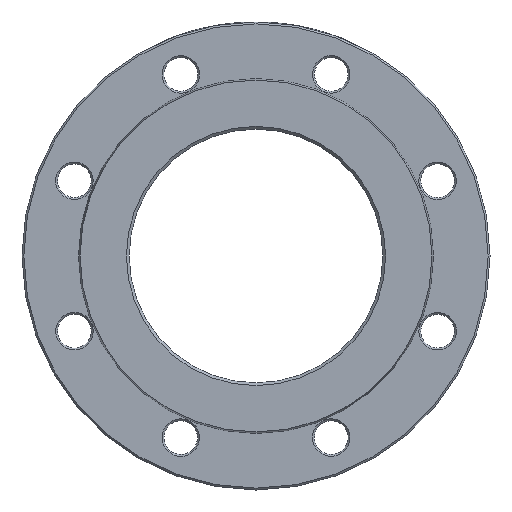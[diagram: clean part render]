
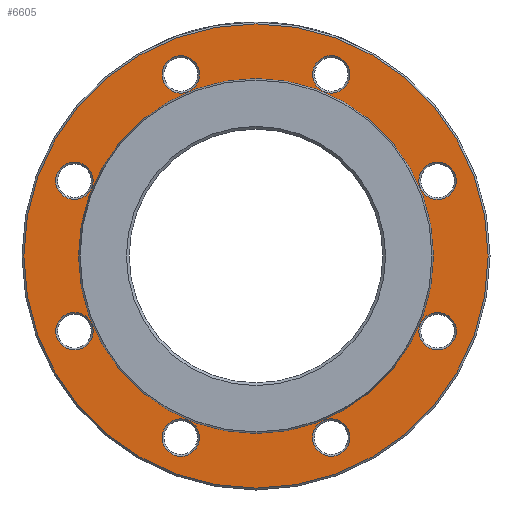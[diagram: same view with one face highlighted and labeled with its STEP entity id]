
A CAD part, left-side view. The second image highlights one B-rep face of the part: STEP entity #6605.
In plain terms, the highlighted planar face has unit normal (-1, 0, 0).
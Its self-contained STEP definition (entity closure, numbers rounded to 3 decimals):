
#7 = CARTESIAN_POINT ( 'NONE',  ( 3., -97.007, -40.182 ) ) ;
#207 = DIRECTION ( 'NONE',  ( 1., 0., 0. ) ) ;
#245 = EDGE_CURVE ( 'NONE', #1540, #1540, #2783, .T. ) ;
#289 = CARTESIAN_POINT ( 'NONE',  ( 3., 40.182, -97.007 ) ) ;
#318 = CIRCLE ( 'NONE', #2691, 10. ) ;
#391 = DIRECTION ( 'NONE',  ( 0., 0., -1. ) ) ;
#445 = CARTESIAN_POINT ( 'NONE',  ( 3., 0., 94.804 ) ) ;
#484 = CARTESIAN_POINT ( 'NONE',  ( 3., -40.182, 97.007 ) ) ;
#589 = EDGE_CURVE ( 'NONE', #6263, #6263, #4547, .T. ) ;
#631 = DIRECTION ( 'NONE',  ( 0., 0., 1. ) ) ;
#752 = EDGE_CURVE ( 'NONE', #1500, #1500, #4163, .T. ) ;
#810 = DIRECTION ( 'NONE',  ( 1., 0., 0. ) ) ;
#833 = DIRECTION ( 'NONE',  ( 1., 0., 0. ) ) ;
#834 = AXIS2_PLACEMENT_3D ( 'NONE', #484, #7709, #4175 ) ;
#872 = CARTESIAN_POINT ( 'NONE',  ( 3., 47.253, 89.936 ) ) ;
#917 = EDGE_LOOP ( 'NONE', ( #2169 ) ) ;
#964 = CIRCLE ( 'NONE', #7489, 10. ) ;
#1024 = DIRECTION ( 'NONE',  ( 1., 0., 0. ) ) ;
#1105 = VERTEX_POINT ( 'NONE', #3465 ) ;
#1142 = EDGE_LOOP ( 'NONE', ( #4906 ) ) ;
#1152 = AXIS2_PLACEMENT_3D ( 'NONE', #2334, #7138, #6588 ) ;
#1193 = CIRCLE ( 'NONE', #2568, 10. ) ;
#1414 = EDGE_LOOP ( 'NONE', ( #3053 ) ) ;
#1438 = FACE_BOUND ( 'NONE', #4209, .T. ) ;
#1500 = VERTEX_POINT ( 'NONE', #2675 ) ;
#1540 = VERTEX_POINT ( 'NONE', #5038 ) ;
#1668 = DIRECTION ( 'NONE',  ( -1., 0., 0. ) ) ;
#1686 = VERTEX_POINT ( 'NONE', #445 ) ;
#1755 = AXIS2_PLACEMENT_3D ( 'NONE', #2587, #2626, #3888 ) ;
#1762 = EDGE_CURVE ( 'NONE', #2796, #2796, #3396, .T. ) ;
#1893 = DIRECTION ( 'NONE',  ( -1., 0., 0. ) ) ;
#1908 = ORIENTED_EDGE ( 'NONE', *, *, #752, .T. ) ;
#1935 = FACE_BOUND ( 'NONE', #2509, .T. ) ;
#2169 = ORIENTED_EDGE ( 'NONE', *, *, #1762, .T. ) ;
#2238 = EDGE_CURVE ( 'NONE', #3351, #3351, #6390, .T. ) ;
#2334 = CARTESIAN_POINT ( 'NONE',  ( 3., 97.007, 40.182 ) ) ;
#2453 = EDGE_LOOP ( 'NONE', ( #6963 ) ) ;
#2509 = EDGE_LOOP ( 'NONE', ( #6718 ) ) ;
#2534 = FACE_BOUND ( 'NONE', #1414, .T. ) ;
#2568 = AXIS2_PLACEMENT_3D ( 'NONE', #5629, #833, #6847 ) ;
#2587 = CARTESIAN_POINT ( 'NONE',  ( 3., 40.182, 97.007 ) ) ;
#2618 = FACE_BOUND ( 'NONE', #1142, .T. ) ;
#2626 = DIRECTION ( 'NONE',  ( 1., 0., 0. ) ) ;
#2655 = AXIS2_PLACEMENT_3D ( 'NONE', #7, #7202, #631 ) ;
#2675 = CARTESIAN_POINT ( 'NONE',  ( 3., 0., -124. ) ) ;
#2691 = AXIS2_PLACEMENT_3D ( 'NONE', #4160, #1024, #4705 ) ;
#2716 = DIRECTION ( 'NONE',  ( 0., -1., 0. ) ) ;
#2783 = CIRCLE ( 'NONE', #2655, 10. ) ;
#2796 = VERTEX_POINT ( 'NONE', #872 ) ;
#3053 = ORIENTED_EDGE ( 'NONE', *, *, #7473, .T. ) ;
#3071 = CIRCLE ( 'NONE', #5090, 94.804 ) ;
#3124 = CARTESIAN_POINT ( 'NONE',  ( 3., 0., 0. ) ) ;
#3144 = CARTESIAN_POINT ( 'NONE',  ( 3., -40.182, -97.007 ) ) ;
#3271 = CARTESIAN_POINT ( 'NONE',  ( 3., 89.936, -47.253 ) ) ;
#3293 = DIRECTION ( 'NONE',  ( 0., 0., -1. ) ) ;
#3313 = VERTEX_POINT ( 'NONE', #5710 ) ;
#3351 = VERTEX_POINT ( 'NONE', #7398 ) ;
#3396 = CIRCLE ( 'NONE', #1755, 10. ) ;
#3465 = CARTESIAN_POINT ( 'NONE',  ( 3., -47.253, -89.936 ) ) ;
#3757 = FACE_BOUND ( 'NONE', #917, .T. ) ;
#3779 = EDGE_CURVE ( 'NONE', #7435, #7435, #318, .T. ) ;
#3880 = PLANE ( 'NONE',  #6477 ) ;
#3888 = DIRECTION ( 'NONE',  ( 0., 0.707, -0.707 ) ) ;
#4015 = CARTESIAN_POINT ( 'NONE',  ( 3., -30.182, 97.007 ) ) ;
#4160 = CARTESIAN_POINT ( 'NONE',  ( 3., 97.007, -40.182 ) ) ;
#4163 = CIRCLE ( 'NONE', #5162, 124. ) ;
#4169 = ORIENTED_EDGE ( 'NONE', *, *, #2238, .T. ) ;
#4175 = DIRECTION ( 'NONE',  ( 0., 1., 0. ) ) ;
#4209 = EDGE_LOOP ( 'NONE', ( #5449 ) ) ;
#4384 = DIRECTION ( 'NONE',  ( 0., 0., 1. ) ) ;
#4547 = CIRCLE ( 'NONE', #1152, 10. ) ;
#4705 = DIRECTION ( 'NONE',  ( 0., -0.707, -0.707 ) ) ;
#4778 = EDGE_CURVE ( 'NONE', #3313, #3313, #1193, .T. ) ;
#4872 = ORIENTED_EDGE ( 'NONE', *, *, #5749, .F. ) ;
#4906 = ORIENTED_EDGE ( 'NONE', *, *, #7726, .T. ) ;
#4932 = FACE_BOUND ( 'NONE', #2453, .T. ) ;
#4952 = DIRECTION ( 'NONE',  ( 0., -0.707, 0.707 ) ) ;
#5018 = FACE_OUTER_BOUND ( 'NONE', #5382, .T. ) ;
#5038 = CARTESIAN_POINT ( 'NONE',  ( 3., -97.007, -30.182 ) ) ;
#5090 = AXIS2_PLACEMENT_3D ( 'NONE', #3124, #1893, #4384 ) ;
#5162 = AXIS2_PLACEMENT_3D ( 'NONE', #7575, #1668, #391 ) ;
#5382 = EDGE_LOOP ( 'NONE', ( #1908 ) ) ;
#5449 = ORIENTED_EDGE ( 'NONE', *, *, #245, .T. ) ;
#5494 = AXIS2_PLACEMENT_3D ( 'NONE', #289, #207, #2716 ) ;
#5540 = DIRECTION ( 'NONE',  ( 1., 0., 0. ) ) ;
#5602 = CIRCLE ( 'NONE', #834, 10. ) ;
#5629 = CARTESIAN_POINT ( 'NONE',  ( 3., -97.007, 40.182 ) ) ;
#5661 = ORIENTED_EDGE ( 'NONE', *, *, #4778, .T. ) ;
#5710 = CARTESIAN_POINT ( 'NONE',  ( 3., -89.936, 47.253 ) ) ;
#5732 = FACE_BOUND ( 'NONE', #6981, .T. ) ;
#5749 = EDGE_CURVE ( 'NONE', #1686, #1686, #3071, .T. ) ;
#6160 = FACE_BOUND ( 'NONE', #7005, .T. ) ;
#6263 = VERTEX_POINT ( 'NONE', #6805 ) ;
#6390 = CIRCLE ( 'NONE', #5494, 10. ) ;
#6477 = AXIS2_PLACEMENT_3D ( 'NONE', #7417, #810, #3293 ) ;
#6588 = DIRECTION ( 'NONE',  ( 0., 0., -1. ) ) ;
#6605 = ADVANCED_FACE ( 'NONE', ( #1935, #5732, #2618, #1438, #6742, #2534, #3757, #4932, #5018, #6160 ), #3880, .F. ) ;
#6718 = ORIENTED_EDGE ( 'NONE', *, *, #3779, .T. ) ;
#6742 = FACE_BOUND ( 'NONE', #7238, .T. ) ;
#6805 = CARTESIAN_POINT ( 'NONE',  ( 3., 97.007, 30.182 ) ) ;
#6847 = DIRECTION ( 'NONE',  ( 0., 0.707, 0.707 ) ) ;
#6963 = ORIENTED_EDGE ( 'NONE', *, *, #589, .T. ) ;
#6981 = EDGE_LOOP ( 'NONE', ( #4169 ) ) ;
#7005 = EDGE_LOOP ( 'NONE', ( #4872 ) ) ;
#7138 = DIRECTION ( 'NONE',  ( 1., 0., 0. ) ) ;
#7202 = DIRECTION ( 'NONE',  ( 1., 0., 0. ) ) ;
#7238 = EDGE_LOOP ( 'NONE', ( #5661 ) ) ;
#7398 = CARTESIAN_POINT ( 'NONE',  ( 3., 30.182, -97.007 ) ) ;
#7417 = CARTESIAN_POINT ( 'NONE',  ( 3., 94.804, 0. ) ) ;
#7435 = VERTEX_POINT ( 'NONE', #3271 ) ;
#7473 = EDGE_CURVE ( 'NONE', #7591, #7591, #5602, .T. ) ;
#7489 = AXIS2_PLACEMENT_3D ( 'NONE', #3144, #5540, #4952 ) ;
#7575 = CARTESIAN_POINT ( 'NONE',  ( 3., 0., 0. ) ) ;
#7591 = VERTEX_POINT ( 'NONE', #4015 ) ;
#7709 = DIRECTION ( 'NONE',  ( 1., 0., 0. ) ) ;
#7726 = EDGE_CURVE ( 'NONE', #1105, #1105, #964, .T. ) ;
